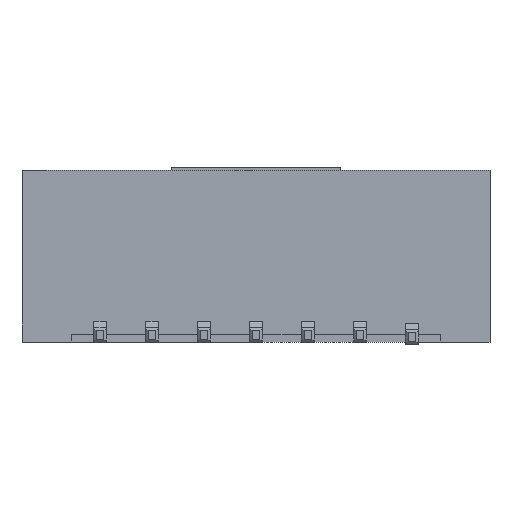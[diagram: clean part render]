
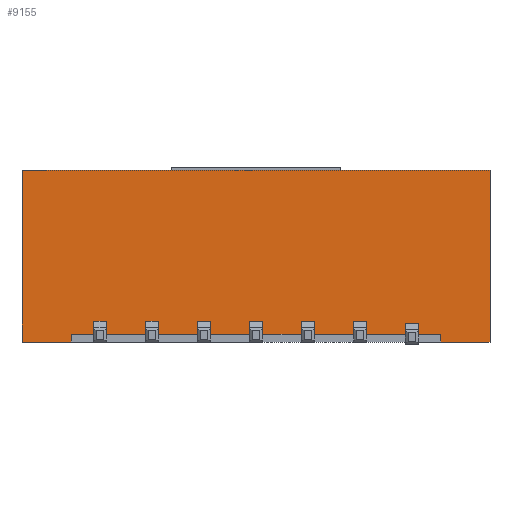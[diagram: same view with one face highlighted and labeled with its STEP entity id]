
A CAD part, front view. The second image highlights one B-rep face of the part: STEP entity #9155.
In plain terms, the highlighted face is planar.
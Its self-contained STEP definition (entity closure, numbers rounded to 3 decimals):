
#792=ORIENTED_EDGE('',*,*,#2477,.T.);
#793=ORIENTED_EDGE('',*,*,#2478,.T.);
#794=ORIENTED_EDGE('',*,*,#2479,.T.);
#795=ORIENTED_EDGE('',*,*,#2480,.T.);
#796=ORIENTED_EDGE('',*,*,#2481,.T.);
#797=ORIENTED_EDGE('',*,*,#2482,.T.);
#798=ORIENTED_EDGE('',*,*,#2483,.T.);
#799=ORIENTED_EDGE('',*,*,#2484,.T.);
#800=ORIENTED_EDGE('',*,*,#2485,.T.);
#801=ORIENTED_EDGE('',*,*,#2486,.T.);
#802=ORIENTED_EDGE('',*,*,#2487,.T.);
#803=ORIENTED_EDGE('',*,*,#2488,.T.);
#804=ORIENTED_EDGE('',*,*,#2489,.T.);
#805=ORIENTED_EDGE('',*,*,#2490,.T.);
#806=ORIENTED_EDGE('',*,*,#2471,.T.);
#807=ORIENTED_EDGE('',*,*,#2333,.T.);
#808=ORIENTED_EDGE('',*,*,#2465,.T.);
#809=ORIENTED_EDGE('',*,*,#2453,.F.);
#810=ORIENTED_EDGE('',*,*,#2444,.F.);
#811=ORIENTED_EDGE('',*,*,#2429,.T.);
#812=ORIENTED_EDGE('',*,*,#2466,.T.);
#813=ORIENTED_EDGE('',*,*,#2320,.F.);
#814=ORIENTED_EDGE('',*,*,#2491,.T.);
#815=ORIENTED_EDGE('',*,*,#2492,.T.);
#816=ORIENTED_EDGE('',*,*,#2493,.T.);
#817=ORIENTED_EDGE('',*,*,#2494,.T.);
#818=ORIENTED_EDGE('',*,*,#2495,.T.);
#819=ORIENTED_EDGE('',*,*,#2496,.T.);
#820=ORIENTED_EDGE('',*,*,#2497,.T.);
#821=ORIENTED_EDGE('',*,*,#2498,.T.);
#822=ORIENTED_EDGE('',*,*,#2499,.T.);
#823=ORIENTED_EDGE('',*,*,#2500,.T.);
#824=ORIENTED_EDGE('',*,*,#2501,.T.);
#825=ORIENTED_EDGE('',*,*,#2502,.T.);
#826=ORIENTED_EDGE('',*,*,#2503,.T.);
#827=ORIENTED_EDGE('',*,*,#2504,.T.);
#2320=EDGE_CURVE('',#3230,#3229,#3919,.T.);
#2333=EDGE_CURVE('',#3239,#3238,#3932,.T.);
#2429=EDGE_CURVE('',#3304,#3303,#4028,.T.);
#2444=EDGE_CURVE('',#3304,#3310,#4043,.T.);
#2453=EDGE_CURVE('',#3310,#3315,#4052,.T.);
#2465=EDGE_CURVE('',#3238,#3315,#4064,.T.);
#2466=EDGE_CURVE('',#3303,#3229,#4065,.T.);
#2471=EDGE_CURVE('',#3320,#3239,#4070,.T.);
#2477=EDGE_CURVE('',#3321,#3322,#4076,.T.);
#2478=EDGE_CURVE('',#3322,#3323,#4077,.T.);
#2479=EDGE_CURVE('',#3323,#3324,#4078,.T.);
#2480=EDGE_CURVE('',#3324,#3325,#4079,.T.);
#2481=EDGE_CURVE('',#3325,#3326,#4080,.T.);
#2482=EDGE_CURVE('',#3326,#3327,#4081,.T.);
#2483=EDGE_CURVE('',#3327,#3328,#4082,.T.);
#2484=EDGE_CURVE('',#3328,#3329,#4083,.T.);
#2485=EDGE_CURVE('',#3329,#3330,#4084,.T.);
#2486=EDGE_CURVE('',#3330,#3331,#4085,.T.);
#2487=EDGE_CURVE('',#3331,#3332,#4086,.T.);
#2488=EDGE_CURVE('',#3332,#3333,#4087,.T.);
#2489=EDGE_CURVE('',#3333,#3334,#4088,.T.);
#2490=EDGE_CURVE('',#3334,#3320,#4089,.T.);
#2491=EDGE_CURVE('',#3230,#3335,#4090,.T.);
#2492=EDGE_CURVE('',#3335,#3336,#4091,.T.);
#2493=EDGE_CURVE('',#3336,#3337,#4092,.T.);
#2494=EDGE_CURVE('',#3337,#3338,#4093,.T.);
#2495=EDGE_CURVE('',#3338,#3339,#4094,.T.);
#2496=EDGE_CURVE('',#3339,#3340,#4095,.T.);
#2497=EDGE_CURVE('',#3340,#3341,#4096,.T.);
#2498=EDGE_CURVE('',#3341,#3342,#4097,.T.);
#2499=EDGE_CURVE('',#3342,#3343,#4098,.T.);
#2500=EDGE_CURVE('',#3343,#3344,#4099,.T.);
#2501=EDGE_CURVE('',#3344,#3345,#4100,.T.);
#2502=EDGE_CURVE('',#3345,#3346,#4101,.T.);
#2503=EDGE_CURVE('',#3346,#3347,#4102,.T.);
#2504=EDGE_CURVE('',#3347,#3321,#4103,.T.);
#3229=VERTEX_POINT('',#12086);
#3230=VERTEX_POINT('',#12088);
#3238=VERTEX_POINT('',#12114);
#3239=VERTEX_POINT('',#12116);
#3303=VERTEX_POINT('',#12302);
#3304=VERTEX_POINT('',#12304);
#3310=VERTEX_POINT('',#12330);
#3315=VERTEX_POINT('',#12346);
#3320=VERTEX_POINT('',#12375);
#3321=VERTEX_POINT('',#12390);
#3322=VERTEX_POINT('',#12391);
#3323=VERTEX_POINT('',#12393);
#3324=VERTEX_POINT('',#12395);
#3325=VERTEX_POINT('',#12397);
#3326=VERTEX_POINT('',#12399);
#3327=VERTEX_POINT('',#12401);
#3328=VERTEX_POINT('',#12403);
#3329=VERTEX_POINT('',#12405);
#3330=VERTEX_POINT('',#12407);
#3331=VERTEX_POINT('',#12409);
#3332=VERTEX_POINT('',#12411);
#3333=VERTEX_POINT('',#12413);
#3334=VERTEX_POINT('',#12415);
#3335=VERTEX_POINT('',#12418);
#3336=VERTEX_POINT('',#12420);
#3337=VERTEX_POINT('',#12422);
#3338=VERTEX_POINT('',#12424);
#3339=VERTEX_POINT('',#12426);
#3340=VERTEX_POINT('',#12428);
#3341=VERTEX_POINT('',#12430);
#3342=VERTEX_POINT('',#12432);
#3343=VERTEX_POINT('',#12434);
#3344=VERTEX_POINT('',#12436);
#3345=VERTEX_POINT('',#12438);
#3346=VERTEX_POINT('',#12440);
#3347=VERTEX_POINT('',#12442);
#3919=LINE('',#12089,#4874);
#3932=LINE('',#12115,#4887);
#4028=LINE('',#12303,#4983);
#4043=LINE('',#12329,#4998);
#4052=LINE('',#12345,#5007);
#4064=LINE('',#12367,#5019);
#4065=LINE('',#12368,#5020);
#4070=LINE('',#12376,#5025);
#4076=LINE('',#12389,#5031);
#4077=LINE('',#12392,#5032);
#4078=LINE('',#12394,#5033);
#4079=LINE('',#12396,#5034);
#4080=LINE('',#12398,#5035);
#4081=LINE('',#12400,#5036);
#4082=LINE('',#12402,#5037);
#4083=LINE('',#12404,#5038);
#4084=LINE('',#12406,#5039);
#4085=LINE('',#12408,#5040);
#4086=LINE('',#12410,#5041);
#4087=LINE('',#12412,#5042);
#4088=LINE('',#12414,#5043);
#4089=LINE('',#12416,#5044);
#4090=LINE('',#12417,#5045);
#4091=LINE('',#12419,#5046);
#4092=LINE('',#12421,#5047);
#4093=LINE('',#12423,#5048);
#4094=LINE('',#12425,#5049);
#4095=LINE('',#12427,#5050);
#4096=LINE('',#12429,#5051);
#4097=LINE('',#12431,#5052);
#4098=LINE('',#12433,#5053);
#4099=LINE('',#12435,#5054);
#4100=LINE('',#12437,#5055);
#4101=LINE('',#12439,#5056);
#4102=LINE('',#12441,#5057);
#4103=LINE('',#12443,#5058);
#4874=VECTOR('',#10221,1000.);
#4887=VECTOR('',#10244,1000.);
#4983=VECTOR('',#10394,1000.);
#4998=VECTOR('',#10419,1000.);
#5007=VECTOR('',#10432,1000.);
#5019=VECTOR('',#10454,1000.);
#5020=VECTOR('',#10455,1000.);
#5025=VECTOR('',#10464,1000.);
#5031=VECTOR('',#10484,1000.);
#5032=VECTOR('',#10485,1000.);
#5033=VECTOR('',#10486,1000.);
#5034=VECTOR('',#10487,1000.);
#5035=VECTOR('',#10488,1000.);
#5036=VECTOR('',#10489,1000.);
#5037=VECTOR('',#10490,1000.);
#5038=VECTOR('',#10491,1000.);
#5039=VECTOR('',#10492,1000.);
#5040=VECTOR('',#10493,1000.);
#5041=VECTOR('',#10494,1000.);
#5042=VECTOR('',#10495,1000.);
#5043=VECTOR('',#10496,1000.);
#5044=VECTOR('',#10497,1000.);
#5045=VECTOR('',#10498,1000.);
#5046=VECTOR('',#10499,1000.);
#5047=VECTOR('',#10500,1000.);
#5048=VECTOR('',#10501,1000.);
#5049=VECTOR('',#10502,1000.);
#5050=VECTOR('',#10503,1000.);
#5051=VECTOR('',#10504,1000.);
#5052=VECTOR('',#10505,1000.);
#5053=VECTOR('',#10506,1000.);
#5054=VECTOR('',#10507,1000.);
#5055=VECTOR('',#10508,1000.);
#5056=VECTOR('',#10509,1000.);
#5057=VECTOR('',#10510,1000.);
#5058=VECTOR('',#10511,1000.);
#5656=EDGE_LOOP('',(#792,#793,#794,#795,#796,#797,#798,#799,#800,#801,#802,
#803,#804,#805,#806,#807,#808,#809,#810,#811,#812,#813,#814,#815,#816,#817,
#818,#819,#820,#821,#822,#823,#824,#825,#826,#827));
#6013=FACE_BOUND('',#5656,.T.);
#6363=PLANE('',#9512);
#9155=ADVANCED_FACE('',(#6013),#6363,.T.);
#9512=AXIS2_PLACEMENT_3D('',#12388,#10482,#10483);
#10221=DIRECTION('',(0.,0.,-1.));
#10244=DIRECTION('',(0.,0.,-1.));
#10394=DIRECTION('',(0.,0.,-1.));
#10419=DIRECTION('',(-1.,0.,0.));
#10432=DIRECTION('',(0.,0.,-1.));
#10454=DIRECTION('',(-1.,0.,0.));
#10455=DIRECTION('',(-1.,0.,0.));
#10464=DIRECTION('',(-1.,0.,0.));
#10482=DIRECTION('',(0.,1.,0.));
#10483=DIRECTION('',(0.,0.,1.));
#10484=DIRECTION('',(-1.,0.,0.));
#10485=DIRECTION('',(0.,0.,-1.));
#10486=DIRECTION('',(-1.,0.,0.));
#10487=DIRECTION('',(0.,0.,1.));
#10488=DIRECTION('',(-1.,0.,0.));
#10489=DIRECTION('',(0.,0.,-1.));
#10490=DIRECTION('',(-1.,0.,0.));
#10491=DIRECTION('',(0.,0.,1.));
#10492=DIRECTION('',(-1.,0.,0.));
#10493=DIRECTION('',(0.,0.,-1.));
#10494=DIRECTION('',(-1.,0.,0.));
#10495=DIRECTION('',(0.,0.,1.));
#10496=DIRECTION('',(-1.,0.,0.));
#10497=DIRECTION('',(0.,0.,-1.));
#10498=DIRECTION('',(-1.,0.,0.));
#10499=DIRECTION('',(0.,0.,1.));
#10500=DIRECTION('',(-1.,0.,0.));
#10501=DIRECTION('',(0.,0.,-1.));
#10502=DIRECTION('',(-1.,0.,0.));
#10503=DIRECTION('',(0.,0.,1.));
#10504=DIRECTION('',(-1.,0.,0.));
#10505=DIRECTION('',(0.,0.,-1.));
#10506=DIRECTION('',(-1.,0.,0.));
#10507=DIRECTION('',(0.,0.,1.));
#10508=DIRECTION('',(-1.,0.,0.));
#10509=DIRECTION('',(0.,0.,-1.));
#10510=DIRECTION('',(-1.,0.,0.));
#10511=DIRECTION('',(0.,0.,1.));
#12086=CARTESIAN_POINT('',(7.1,2.5,-3.3));
#12088=CARTESIAN_POINT('',(7.1,2.5,-3.));
#12089=CARTESIAN_POINT('',(7.1,2.5,-3.));
#12114=CARTESIAN_POINT('',(-7.1,2.5,-3.3));
#12115=CARTESIAN_POINT('',(-7.1,2.5,-3.));
#12116=CARTESIAN_POINT('',(-7.1,2.5,-3.));
#12302=CARTESIAN_POINT('',(9.,2.5,-3.3));
#12303=CARTESIAN_POINT('',(9.,2.5,3.3));
#12304=CARTESIAN_POINT('',(9.,2.5,3.3));
#12329=CARTESIAN_POINT('',(9.,2.5,3.3));
#12330=CARTESIAN_POINT('',(-9.,2.5,3.3));
#12345=CARTESIAN_POINT('',(-9.,2.5,3.3));
#12346=CARTESIAN_POINT('',(-9.,2.5,-3.3));
#12367=CARTESIAN_POINT('',(9.,2.5,-3.3));
#12368=CARTESIAN_POINT('',(9.,2.5,-3.3));
#12375=CARTESIAN_POINT('',(-6.25,2.5,-3.));
#12376=CARTESIAN_POINT('',(7.1,2.5,-3.));
#12388=CARTESIAN_POINT('',(9.,2.5,3.3));
#12389=CARTESIAN_POINT('',(9.,2.5,-2.5));
#12390=CARTESIAN_POINT('',(0.25,2.5,-2.5));
#12391=CARTESIAN_POINT('',(-0.25,2.5,-2.5));
#12392=CARTESIAN_POINT('',(-0.25,2.5,-2.58));
#12393=CARTESIAN_POINT('',(-0.25,2.5,-3.));
#12394=CARTESIAN_POINT('',(7.1,2.5,-3.));
#12395=CARTESIAN_POINT('',(-1.75,2.5,-3.));
#12396=CARTESIAN_POINT('',(-1.75,2.5,-3.));
#12397=CARTESIAN_POINT('',(-1.75,2.5,-2.5));
#12398=CARTESIAN_POINT('',(9.,2.5,-2.5));
#12399=CARTESIAN_POINT('',(-2.25,2.5,-2.5));
#12400=CARTESIAN_POINT('',(-2.25,2.5,-2.58));
#12401=CARTESIAN_POINT('',(-2.25,2.5,-3.));
#12402=CARTESIAN_POINT('',(7.1,2.5,-3.));
#12403=CARTESIAN_POINT('',(-3.75,2.5,-3.));
#12404=CARTESIAN_POINT('',(-3.75,2.5,-3.));
#12405=CARTESIAN_POINT('',(-3.75,2.5,-2.5));
#12406=CARTESIAN_POINT('',(9.,2.5,-2.5));
#12407=CARTESIAN_POINT('',(-4.25,2.5,-2.5));
#12408=CARTESIAN_POINT('',(-4.25,2.5,-2.58));
#12409=CARTESIAN_POINT('',(-4.25,2.5,-3.));
#12410=CARTESIAN_POINT('',(7.1,2.5,-3.));
#12411=CARTESIAN_POINT('',(-5.75,2.5,-3.));
#12412=CARTESIAN_POINT('',(-5.75,2.5,-3.));
#12413=CARTESIAN_POINT('',(-5.75,2.5,-2.58));
#12414=CARTESIAN_POINT('',(-5.75,2.5,-2.58));
#12415=CARTESIAN_POINT('',(-6.25,2.5,-2.58));
#12416=CARTESIAN_POINT('',(-6.25,2.5,-2.58));
#12417=CARTESIAN_POINT('',(7.1,2.5,-3.));
#12418=CARTESIAN_POINT('',(6.25,2.5,-3.));
#12419=CARTESIAN_POINT('',(6.25,2.5,-3.));
#12420=CARTESIAN_POINT('',(6.25,2.5,-2.5));
#12421=CARTESIAN_POINT('',(9.,2.5,-2.5));
#12422=CARTESIAN_POINT('',(5.75,2.5,-2.5));
#12423=CARTESIAN_POINT('',(5.75,2.5,-2.58));
#12424=CARTESIAN_POINT('',(5.75,2.5,-3.));
#12425=CARTESIAN_POINT('',(7.1,2.5,-3.));
#12426=CARTESIAN_POINT('',(4.25,2.5,-3.));
#12427=CARTESIAN_POINT('',(4.25,2.5,-3.));
#12428=CARTESIAN_POINT('',(4.25,2.5,-2.5));
#12429=CARTESIAN_POINT('',(9.,2.5,-2.5));
#12430=CARTESIAN_POINT('',(3.75,2.5,-2.5));
#12431=CARTESIAN_POINT('',(3.75,2.5,-2.58));
#12432=CARTESIAN_POINT('',(3.75,2.5,-3.));
#12433=CARTESIAN_POINT('',(7.1,2.5,-3.));
#12434=CARTESIAN_POINT('',(2.25,2.5,-3.));
#12435=CARTESIAN_POINT('',(2.25,2.5,-3.));
#12436=CARTESIAN_POINT('',(2.25,2.5,-2.5));
#12437=CARTESIAN_POINT('',(9.,2.5,-2.5));
#12438=CARTESIAN_POINT('',(1.75,2.5,-2.5));
#12439=CARTESIAN_POINT('',(1.75,2.5,-2.58));
#12440=CARTESIAN_POINT('',(1.75,2.5,-3.));
#12441=CARTESIAN_POINT('',(7.1,2.5,-3.));
#12442=CARTESIAN_POINT('',(0.25,2.5,-3.));
#12443=CARTESIAN_POINT('',(0.25,2.5,-3.));
